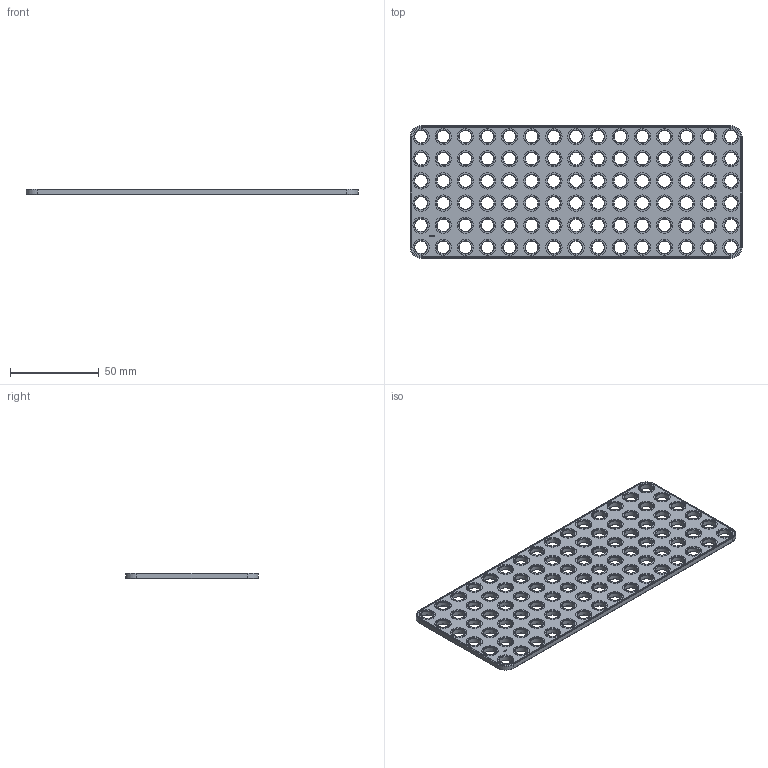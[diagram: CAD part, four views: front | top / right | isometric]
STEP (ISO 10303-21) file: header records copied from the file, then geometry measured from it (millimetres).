
FILE_DESCRIPTION(('FreeCAD Model'),'2;1');
FILE_NAME('Open CASCADE Shape Model','2024-10-08T19:16:19',(''),(''), 'Open CASCADE STEP processor 7.7','FreeCAD','Unknown');
FILE_SCHEMA(('AUTOMOTIVE_DESIGN { 1 0 10303 214 1 1 1 1 }'));
Length unit declared in the file: millimetre
Products named in the file (1): Plate RCT CRNR BU15x06x00.25 - SPN-PLT-0167 (stemfie.org)
Bounding box: 187.5 x 75 x 3.12 mm (x, y, z)
Volume: 31260 mm3; surface area: 28690.3 mm2
Topology: 1 solids, 1 shells, 919 faces, 2189 edges, 1394 vertices
Faces by surface type: plane 417, cylinder 188, cone 188, extrusion 126
Full cylindrical faces by diameter (mm): 7 x90, 9.2 x90
Entity records: 27186 total; most frequent: CARTESIAN_POINT 5532, ORIENTED_EDGE 4378, DIRECTION 4215, EDGE_CURVE 2189, VECTOR 1499, VERTEX_POINT 1394, LINE 1373, AXIS2_PLACEMENT_3D 1358
